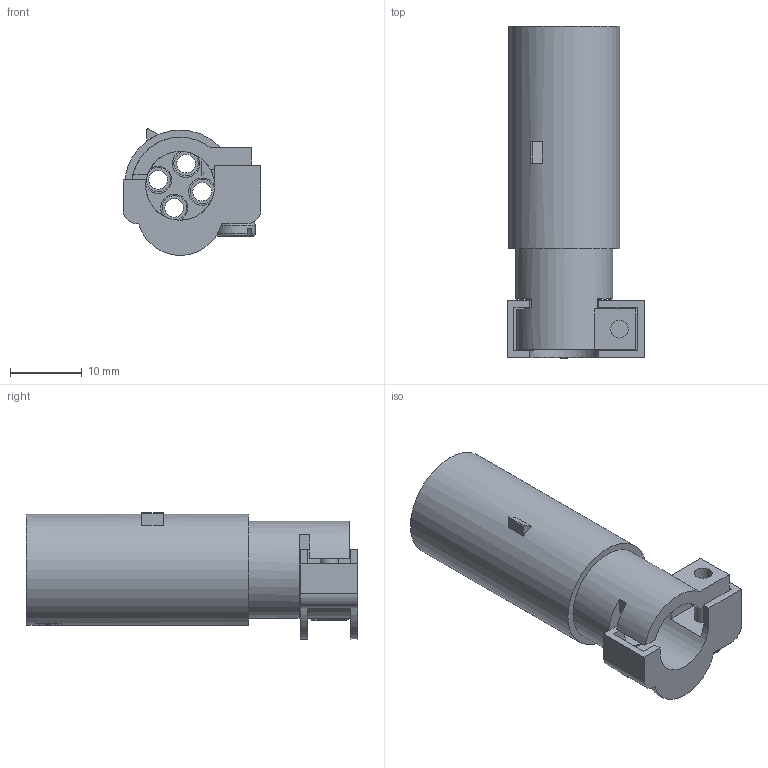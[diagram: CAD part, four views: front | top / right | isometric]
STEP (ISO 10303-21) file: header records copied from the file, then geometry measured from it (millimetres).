
FILE_DESCRIPTION(/* description */ (''),/* implementation_level */ '2;1');
FILE_NAME(/* name */ '100103332ugm000_b.stp',/* time_stamp */ '2017-10-26T13:28:37+02:00',/* author */ (''),/* organization */ (''),/* preprocessor_version */ 'ST-DEVELOPER v16',/* originating_system */ 'SIEMENS PLM Software NX 10.0',/* authorisation */ '');
FILE_SCHEMA (('AUTOMOTIVE_DESIGN { 1 0 10303 214 3 1 1 1 }'));
Length unit declared in the file: millimetre
Products named in the file (1): 100103332ugm000_b
Bounding box: 19.2 x 46.2 x 17.61 mm (x, y, z)
Volume: 4683.1 mm3; surface area: 4970.4 mm2
Topology: 1 solids, 1 shells, 229 faces, 577 edges, 386 vertices
Faces by surface type: plane 160, cylinder 64, bspline 4, cone 1
Full cylindrical faces by diameter (mm): 0.428 x1, 0.472 x1, 2.482 x1, 2.5 x1, 2.6 x4, 3 x4, 3.4 x4, 3.8 x4, 4.782 x1, 5.5 x1, 9.6 x1, 11.6 x1, 13.5 x1, 13.8 x1, 15.5 x1
Entity records: 7821 total; most frequent: CARTESIAN_POINT 1518, DIRECTION 1165, ORIENTED_EDGE 1088, EDGE_CURVE 544, AXIS2_PLACEMENT_3D 431, VERTEX_POINT 381, LINE 303, VECTOR 303
